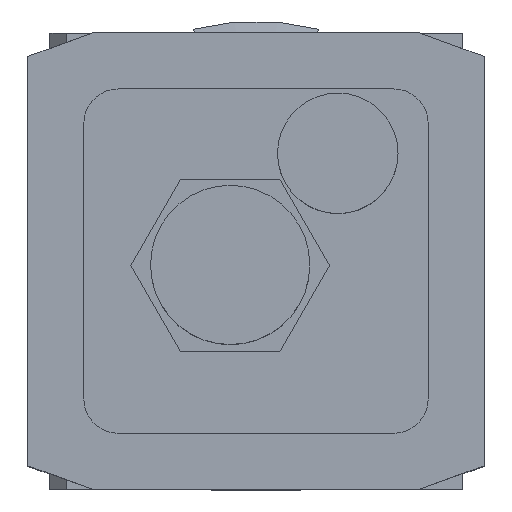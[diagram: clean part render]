
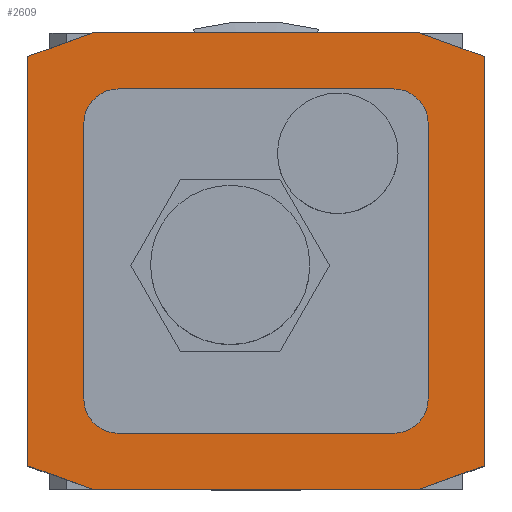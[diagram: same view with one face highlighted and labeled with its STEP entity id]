
A CAD part, top view. The second image highlights one B-rep face of the part: STEP entity #2609.
In plain terms, the highlighted planar face has unit normal (0, 0, 1).
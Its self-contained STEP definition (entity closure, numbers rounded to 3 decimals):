
#1993=CARTESIAN_POINT('',(16.,20.0,42.0));
#1994=VERTEX_POINT('',#1993);
#2001=CARTESIAN_POINT('',(-16.,20.0,42.0));
#2002=VERTEX_POINT('',#2001);
#2003=CARTESIAN_POINT('',(-16.,20.0,42.0));
#2004=DIRECTION('',(1.0,0.0,0.0));
#2005=VECTOR('',#2004,32.);
#2006=LINE('',#2003,#2005);
#2007=EDGE_CURVE('',#2002,#1994,#2006,.T.);
#2032=CARTESIAN_POINT('',(20.,16.0,42.0));
#2033=VERTEX_POINT('',#2032);
#2040=CARTESIAN_POINT('',(16.,16.,42.0));
#2041=DIRECTION('',(0.0,0.0,-1.0));
#2042=DIRECTION('',(1.0,0.0,0.0));
#2043=AXIS2_PLACEMENT_3D('',#2040,#2041,#2042);
#2044=CIRCLE('',#2043,4.);
#2045=EDGE_CURVE('',#1994,#2033,#2044,.T.);
#2064=CARTESIAN_POINT('',(20.0,-16.0,42.0));
#2065=VERTEX_POINT('',#2064);
#2072=CARTESIAN_POINT('',(20.,16.0,42.0));
#2073=DIRECTION('',(0.0,-1.0,0.0));
#2074=VECTOR('',#2073,32.0);
#2075=LINE('',#2072,#2074);
#2076=EDGE_CURVE('',#2033,#2065,#2075,.T.);
#2096=CARTESIAN_POINT('',(16.0,-20.,42.0));
#2097=VERTEX_POINT('',#2096);
#2104=CARTESIAN_POINT('',(16.,-16.0,42.0));
#2105=DIRECTION('',(0.0,0.0,-1.0));
#2106=DIRECTION('',(0.0,-1.0,0.0));
#2107=AXIS2_PLACEMENT_3D('',#2104,#2105,#2106);
#2108=CIRCLE('',#2107,4.);
#2109=EDGE_CURVE('',#2065,#2097,#2108,.T.);
#2128=CARTESIAN_POINT('',(-16.0,-20.,42.0));
#2129=VERTEX_POINT('',#2128);
#2136=CARTESIAN_POINT('',(16.0,-20.,42.0));
#2137=DIRECTION('',(-1.0,0.0,0.0));
#2138=VECTOR('',#2137,32.0);
#2139=LINE('',#2136,#2138);
#2140=EDGE_CURVE('',#2097,#2129,#2139,.T.);
#2160=CARTESIAN_POINT('',(-20.0,-16.,42.0));
#2161=VERTEX_POINT('',#2160);
#2168=CARTESIAN_POINT('',(-16.0,-16.,42.0));
#2169=DIRECTION('',(0.0,0.0,-1.0));
#2170=DIRECTION('',(-1.0,0.0,0.0));
#2171=AXIS2_PLACEMENT_3D('',#2168,#2169,#2170);
#2172=CIRCLE('',#2171,4.);
#2173=EDGE_CURVE('',#2129,#2161,#2172,.T.);
#2192=CARTESIAN_POINT('',(-20.,16.,42.0));
#2193=VERTEX_POINT('',#2192);
#2200=CARTESIAN_POINT('',(-20.0,-16.,42.0));
#2201=DIRECTION('',(0.0,1.0,0.0));
#2202=VECTOR('',#2201,32.);
#2203=LINE('',#2200,#2202);
#2204=EDGE_CURVE('',#2161,#2193,#2203,.T.);
#2223=CARTESIAN_POINT('',(-16.,16.,42.0));
#2224=DIRECTION('',(0.0,0.0,-1.0));
#2225=DIRECTION('',(0.0,1.0,0.0));
#2226=AXIS2_PLACEMENT_3D('',#2223,#2224,#2225);
#2227=CIRCLE('',#2226,4.);
#2228=EDGE_CURVE('',#2193,#2002,#2227,.T.);
#2528=CARTESIAN_POINT('',(0.,0.,42.0));
#2529=DIRECTION('',(0.0,0.0,1.0));
#2530=DIRECTION('',(1.0,0.0,0.0));
#2531=AXIS2_PLACEMENT_3D('',#2528,#2529,#2530);
#2532=PLANE('',#2531);
#2533=CARTESIAN_POINT('',(-19.0,-26.5,42.0));
#2534=VERTEX_POINT('',#2533);
#2535=CARTESIAN_POINT('',(-26.5,-23.77,42.0));
#2536=VERTEX_POINT('',#2535);
#2537=CARTESIAN_POINT('',(-19.0,-26.5,42.0));
#2538=DIRECTION('',(-0.94,0.342,0.0));
#2539=VECTOR('',#2538,7.981);
#2540=LINE('',#2537,#2539);
#2541=EDGE_CURVE('',#2534,#2536,#2540,.T.);
#2542=ORIENTED_EDGE('',*,*,#2541,.F.);
#2543=CARTESIAN_POINT('',(19.0,-26.5,42.0));
#2544=VERTEX_POINT('',#2543);
#2545=CARTESIAN_POINT('',(19.0,-26.5,42.0));
#2546=DIRECTION('',(-1.0,0.0,0.0));
#2547=VECTOR('',#2546,38.0);
#2548=LINE('',#2545,#2547);
#2549=EDGE_CURVE('',#2544,#2534,#2548,.T.);
#2550=ORIENTED_EDGE('',*,*,#2549,.F.);
#2551=CARTESIAN_POINT('',(26.5,-23.77,42.0));
#2552=VERTEX_POINT('',#2551);
#2553=CARTESIAN_POINT('',(26.5,-23.77,42.0));
#2554=DIRECTION('',(-0.94,-0.342,0.0));
#2555=VECTOR('',#2554,7.981);
#2556=LINE('',#2553,#2555);
#2557=EDGE_CURVE('',#2552,#2544,#2556,.T.);
#2558=ORIENTED_EDGE('',*,*,#2557,.F.);
#2559=CARTESIAN_POINT('',(26.5,23.77,42.0));
#2560=VERTEX_POINT('',#2559);
#2561=CARTESIAN_POINT('',(26.5,23.77,42.0));
#2562=DIRECTION('',(0.0,-1.0,0.0));
#2563=VECTOR('',#2562,47.54);
#2564=LINE('',#2561,#2563);
#2565=EDGE_CURVE('',#2560,#2552,#2564,.T.);
#2566=ORIENTED_EDGE('',*,*,#2565,.F.);
#2567=CARTESIAN_POINT('',(19.0,26.5,42.0));
#2568=VERTEX_POINT('',#2567);
#2569=CARTESIAN_POINT('',(19.0,26.5,42.0));
#2570=DIRECTION('',(0.94,-0.342,0.0));
#2571=VECTOR('',#2570,7.981);
#2572=LINE('',#2569,#2571);
#2573=EDGE_CURVE('',#2568,#2560,#2572,.T.);
#2574=ORIENTED_EDGE('',*,*,#2573,.F.);
#2575=CARTESIAN_POINT('',(-19.0,26.5,42.0));
#2576=VERTEX_POINT('',#2575);
#2577=CARTESIAN_POINT('',(-19.0,26.5,42.0));
#2578=DIRECTION('',(1.0,0.0,0.0));
#2579=VECTOR('',#2578,38.0);
#2580=LINE('',#2577,#2579);
#2581=EDGE_CURVE('',#2576,#2568,#2580,.T.);
#2582=ORIENTED_EDGE('',*,*,#2581,.F.);
#2583=CARTESIAN_POINT('',(-26.5,23.77,42.0));
#2584=VERTEX_POINT('',#2583);
#2585=CARTESIAN_POINT('',(-26.5,23.77,42.0));
#2586=DIRECTION('',(0.94,0.342,0.0));
#2587=VECTOR('',#2586,7.981);
#2588=LINE('',#2585,#2587);
#2589=EDGE_CURVE('',#2584,#2576,#2588,.T.);
#2590=ORIENTED_EDGE('',*,*,#2589,.F.);
#2591=CARTESIAN_POINT('',(-26.5,-23.77,42.0));
#2592=DIRECTION('',(0.0,1.0,0.0));
#2593=VECTOR('',#2592,47.54);
#2594=LINE('',#2591,#2593);
#2595=EDGE_CURVE('',#2536,#2584,#2594,.T.);
#2596=ORIENTED_EDGE('',*,*,#2595,.F.);
#2597=EDGE_LOOP('',(#2542,#2550,#2558,#2566,#2574,#2582,#2590,#2596));
#2598=FACE_OUTER_BOUND('',#2597,.T.);
#2599=ORIENTED_EDGE('',*,*,#2007,.T.);
#2600=ORIENTED_EDGE('',*,*,#2045,.T.);
#2601=ORIENTED_EDGE('',*,*,#2076,.T.);
#2602=ORIENTED_EDGE('',*,*,#2109,.T.);
#2603=ORIENTED_EDGE('',*,*,#2140,.T.);
#2604=ORIENTED_EDGE('',*,*,#2173,.T.);
#2605=ORIENTED_EDGE('',*,*,#2204,.T.);
#2606=ORIENTED_EDGE('',*,*,#2228,.T.);
#2607=EDGE_LOOP('',(#2599,#2600,#2601,#2602,#2603,#2604,#2605,#2606));
#2608=FACE_BOUND('',#2607,.T.);
#2609=ADVANCED_FACE('',(#2598,#2608),#2532,.T.);
